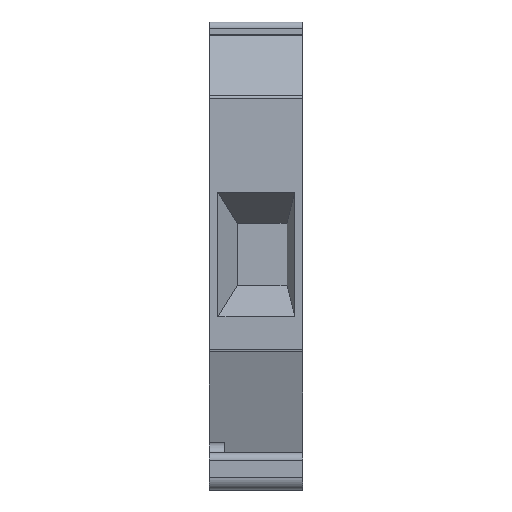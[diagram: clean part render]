
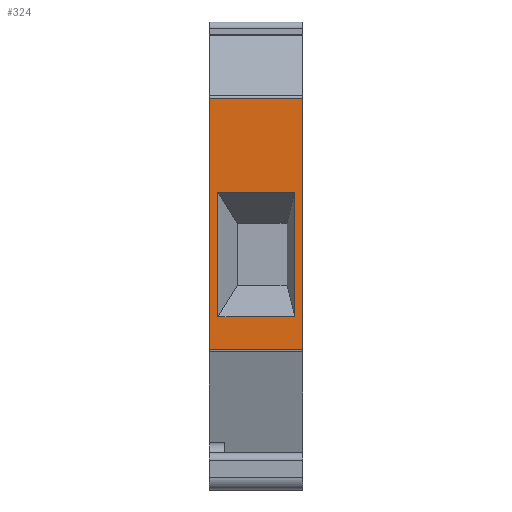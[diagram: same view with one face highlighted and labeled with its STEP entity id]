
A CAD part, left-side view. The second image highlights one B-rep face of the part: STEP entity #324.
In plain terms, the highlighted planar face has unit normal (-1, 0, 0).
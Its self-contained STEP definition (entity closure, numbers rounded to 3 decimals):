
#324 = ADVANCED_FACE( '', ( #669, #670 ), #671, .T. );
#669 = FACE_OUTER_BOUND( '', #1028, .T. );
#670 = FACE_BOUND( '', #1029, .T. );
#671 = PLANE( '', #1030 );
#1028 = EDGE_LOOP( '', ( #1925, #1926, #1927, #1928 ) );
#1029 = EDGE_LOOP( '', ( #1929, #1930, #1931, #1932 ) );
#1030 = AXIS2_PLACEMENT_3D( '', #1933, #1934, #1935 );
#1925 = ORIENTED_EDGE( '', *, *, #2564, .F. );
#1926 = ORIENTED_EDGE( '', *, *, #2479, .F. );
#1927 = ORIENTED_EDGE( '', *, *, #2539, .T. );
#1928 = ORIENTED_EDGE( '', *, *, #2235, .T. );
#1929 = ORIENTED_EDGE( '', *, *, #2339, .T. );
#1930 = ORIENTED_EDGE( '', *, *, #2265, .T. );
#1931 = ORIENTED_EDGE( '', *, *, #2565, .T. );
#1932 = ORIENTED_EDGE( '', *, *, #2205, .T. );
#1933 = CARTESIAN_POINT( '', ( -12.149, 6., -3.9 ) );
#1934 = DIRECTION( '', ( -1., 0., 0. ) );
#1935 = DIRECTION( '', ( 0., 0., 1. ) );
#2205 = EDGE_CURVE( '', #2655, #2652, #2656, .T. );
#2235 = EDGE_CURVE( '', #2707, #2704, #2708, .T. );
#2265 = EDGE_CURVE( '', #2760, #2757, #2761, .T. );
#2339 = EDGE_CURVE( '', #2652, #2760, #2882, .T. );
#2479 = EDGE_CURVE( '', #3093, #3089, #3095, .T. );
#2539 = EDGE_CURVE( '', #3093, #2707, #3169, .T. );
#2564 = EDGE_CURVE( '', #3089, #2704, #3196, .T. );
#2565 = EDGE_CURVE( '', #2757, #2655, #3197, .T. );
#2652 = VERTEX_POINT( '', #3306 );
#2655 = VERTEX_POINT( '', #3310 );
#2656 = LINE( '', #3311, #3312 );
#2704 = VERTEX_POINT( '', #3378 );
#2707 = VERTEX_POINT( '', #3381 );
#2708 = LINE( '', #3382, #3383 );
#2757 = VERTEX_POINT( '', #3451 );
#2760 = VERTEX_POINT( '', #3455 );
#2761 = LINE( '', #3456, #3457 );
#2882 = LINE( '', #3622, #3623 );
#3089 = VERTEX_POINT( '', #3898 );
#3093 = VERTEX_POINT( '', #3903 );
#3095 = LINE( '', #3905, #3906 );
#3169 = LINE( '', #4005, #4006 );
#3196 = LINE( '', #4042, #4043 );
#3197 = LINE( '', #4044, #4045 );
#3306 = CARTESIAN_POINT( '', ( -12.149, 5.45, 4.1 ) );
#3310 = CARTESIAN_POINT( '', ( -12.149, 5.45, -3.9 ) );
#3311 = CARTESIAN_POINT( '', ( -12.149, 5.45, -3.9 ) );
#3312 = VECTOR( '', #4127, 1000. );
#3378 = CARTESIAN_POINT( '', ( -12.149, 0., -5.994 ) );
#3381 = CARTESIAN_POINT( '', ( -12.149, 6., -5.994 ) );
#3382 = CARTESIAN_POINT( '', ( -12.149, 6., -5.994 ) );
#3383 = VECTOR( '', #4161, 1000. );
#3451 = CARTESIAN_POINT( '', ( -12.149, 0.5, -3.9 ) );
#3455 = CARTESIAN_POINT( '', ( -12.149, 0.5, 4.1 ) );
#3456 = CARTESIAN_POINT( '', ( -12.149, 0.5, 4.1 ) );
#3457 = VECTOR( '', #4191, 1000. );
#3622 = CARTESIAN_POINT( '', ( -12.149, 5.45, 4.1 ) );
#3623 = VECTOR( '', #4275, 1000. );
#3898 = CARTESIAN_POINT( '', ( -12.149, 0., 10.154 ) );
#3903 = CARTESIAN_POINT( '', ( -12.149, 6., 10.154 ) );
#3905 = CARTESIAN_POINT( '', ( -12.149, 6., 10.154 ) );
#3906 = VECTOR( '', #4450, 1000. );
#4005 = CARTESIAN_POINT( '', ( -12.149, 6., 10.154 ) );
#4006 = VECTOR( '', #4536, 1000. );
#4042 = CARTESIAN_POINT( '', ( -12.149, 0., -3.9 ) );
#4043 = VECTOR( '', #4558, 1000. );
#4044 = CARTESIAN_POINT( '', ( -12.149, 0.5, -3.9 ) );
#4045 = VECTOR( '', #4559, 1000. );
#4127 = DIRECTION( '', ( 0., 0., 1. ) );
#4161 = DIRECTION( '', ( 0., -1., 0. ) );
#4191 = DIRECTION( '', ( 0., 0., -1. ) );
#4275 = DIRECTION( '', ( 0., -1., 0. ) );
#4450 = DIRECTION( '', ( 0., -1., 0. ) );
#4536 = DIRECTION( '', ( 0., 0., -1. ) );
#4558 = DIRECTION( '', ( 0., 0., -1. ) );
#4559 = DIRECTION( '', ( 0., 1., 0. ) );
